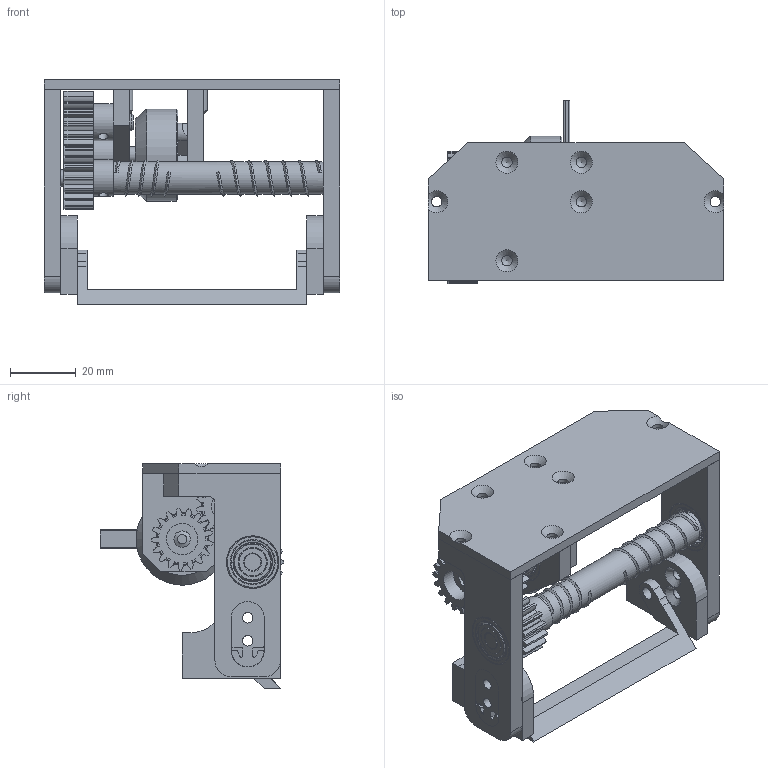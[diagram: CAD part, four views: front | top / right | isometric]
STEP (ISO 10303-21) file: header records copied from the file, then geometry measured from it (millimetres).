
FILE_DESCRIPTION(/* description */ ('STEP AP242','CAx-IF Rec.Pracs.---Representation and Presentation of Product Manufacturing Information (PMI)---4.0---2014-10-13','CAx-IF Rec.Pracs.---3D Tessellated Geometry---0.4---2014-09-14','2;1'),/* implementation_level */ '2;1');
FILE_NAME(/* name */ '675c00067e278a519e631aac',/* time_stamp */ '2024-12-13T09:36:07Z',/* author */ (''),/* organization */ (''),/* preprocessor_version */ 'ST-DEVELOPER v20',/* originating_system */ 'ONSHAPE BY PTC INC, 1.190',/* authorisation */ ' ');
FILE_SCHEMA (('AP242_MANAGED_MODEL_BASED_3D_ENGINEERING_MIM_LF { 1 0 10303 442 1 1 4 }'));
Length unit declared in the file: metre
Products named in the file (23): Dribbler_Assembly; Part 1; Dribbler_mount; Catch_bar _v3; dribbler_dampener; Roller; Spur 1M 17T; skf_bearing_625 <2>; skf_bearing_625-z_2_1; skf_bearing_625 <1>; Assembly 2 <1>; pin_3dprint; Dribbler_bearing_holder; dribbler_motor
Assembly tree (37 placements, depth 4):
  Dribbler_Assembly
    Part 1
    Part 1
    Part 1
    Dribbler_mount
    Catch_bar _v3
    dribbler_dampener  x2
    Roller
    Spur 1M 17T
    skf_bearing_625 <2>
      skf_bearing_625-z_2_1
      skf_bearing_625-z_2_1
      skf_bearing_625-z_2_1
      skf_bearing_625-z_2_1
    Dribbler_mount
    Part 1
    skf_bearing_625 <1>
      skf_bearing_625-z_2_1
      skf_bearing_625-z_2_1
      skf_bearing_625-z_2_1
      skf_bearing_625-z_2_1
    Assembly 2 <1>
      Spur 1M 17T  x2
      pin_3dprint
      Dribbler_bearing_holder
      dribbler_motor
      skf_bearing_625 <2>
        skf_bearing_625-z_2_1
        skf_bearing_625-z_2_1
        skf_bearing_625-z_2_1
        skf_bearing_625-z_2_1
      skf_bearing_625 <1>
        skf_bearing_625-z_2_1
        skf_bearing_625-z_2_1
        skf_bearing_625-z_2_1
        skf_bearing_625-z_2_1
Bounding box: 90.08 x 56 x 68.5 mm (x, y, z)
Volume: 58138.9 mm3; surface area: 43713.2 mm2
Topology: 32 solids, 32 shells, 791 faces, 2145 edges, 1430 vertices
Faces by surface type: plane 318, cylinder 216, bspline 106, torus 64, cone 55, sphere 32
Full cylindrical faces by diameter (mm): 2.5 x4, 3 x3, 3.2 x20, 4 x4, 4.2 x4, 5 x9, 5.1 x2, 5.2 x1, 8.4 x8, 8.58 x4, 8.946 x4, 9.6 x3, 10 x9, 11.2 x3, 12 x8, 13.22 x8, 13.708 x4, 16 x8, 28.1 x1
Entity records: 15157 total; most frequent: CARTESIAN_POINT 5300, DIRECTION 1801, ORIENTED_EDGE 1726, EDGE_CURVE 863, AXIS2_PLACEMENT_3D 653, VERTEX_POINT 634, FACE_BOUND 579, EDGE_LOOP 571
